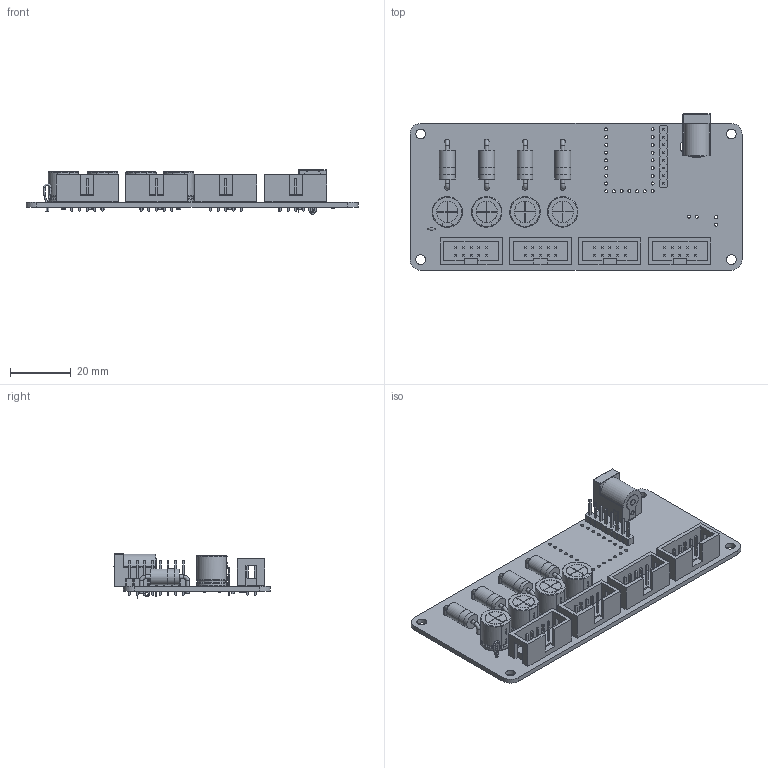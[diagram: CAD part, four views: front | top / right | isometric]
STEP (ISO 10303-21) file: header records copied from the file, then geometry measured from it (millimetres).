
FILE_DESCRIPTION(('KiCad electronic assembly'),'2;1');
FILE_NAME('Leader v9.step','2025-07-05T22:18:16',('Pcbnew'),('Kicad'), 'Open CASCADE STEP processor 7.7','KiCad to STEP converter','Unknown' );
FILE_SCHEMA(('AUTOMOTIVE_DESIGN { 1 0 10303 214 1 1 1 1 }'));
Length unit declared in the file: millimetre
Products named in the file (18): Leader v9 1; IDC-Header_2x05_P2.54mm_Vertical; IDC_Header_2x05_P254mm_Vertical; TestPoint_Loop_D2.50mm_Drill1.0mm; CP_Radial_D10.0mm_P5.00mm; CP_Radial_D100mm_P500mm; D_DO-201AD_P15.24mm_Horizontal; PinHeader_1x08_P2.54mm_Vertical; PinHeader_1x08_P254mm_Vertical; BarrelJack_Horizontal; R_0805_2012Metric; C_0603_1608Metric; Pneumatic control unit system_PCB
Assembly tree (30 placements, depth 3):
  Leader v9 1
    IDC-Header_2x05_P2.54mm_Vertical  x4
      IDC_Header_2x05_P254mm_Vertical
    TestPoint_Loop_D2.50mm_Drill1.0mm
      TestPoint_Loop_D2.50mm_Drill1.0mm
    CP_Radial_D10.0mm_P5.00mm  x4
      CP_Radial_D100mm_P500mm
    D_DO-201AD_P15.24mm_Horizontal  x4
      D_DO-201AD_P15.24mm_Horizontal
    PinHeader_1x08_P2.54mm_Vertical
      PinHeader_1x08_P254mm_Vertical
    BarrelJack_Horizontal
      BarrelJack_Horizontal
    R_0805_2012Metric
      R_0805_2012Metric
    C_0603_1608Metric  x5
      C_0603_1608Metric
    Pneumatic control unit system_PCB
Bounding box: 109.1 x 51.45 x 14.6 mm (x, y, z)
Volume: 16218.8 mm3; surface area: 22009.1 mm2
Topology: 26 solids, 30 shells, 1702 faces, 4073 edges, 2571 vertices
Faces by surface type: plane 1320, cylinder 320, bspline 22, torus 17, revolution 16, sphere 5, extrusion 2
Full cylindrical faces by diameter (mm): 0.5 x2, 0.7 x8, 1 x110, 1.3 x16, 1.5 x2, 1.6 x8, 2 x2, 3.2 x4, 5.2 x8, 5.22 x4, 6.3 x1
Entity records: 27547 total; most frequent: CARTESIAN_POINT 4916, DIRECTION 3670, ORIENTED_EDGE 3588, EDGE_CURVE 1794, VECTOR 1372, LINE 1370, AXIS2_PLACEMENT_3D 1147, VERTEX_POINT 1137
